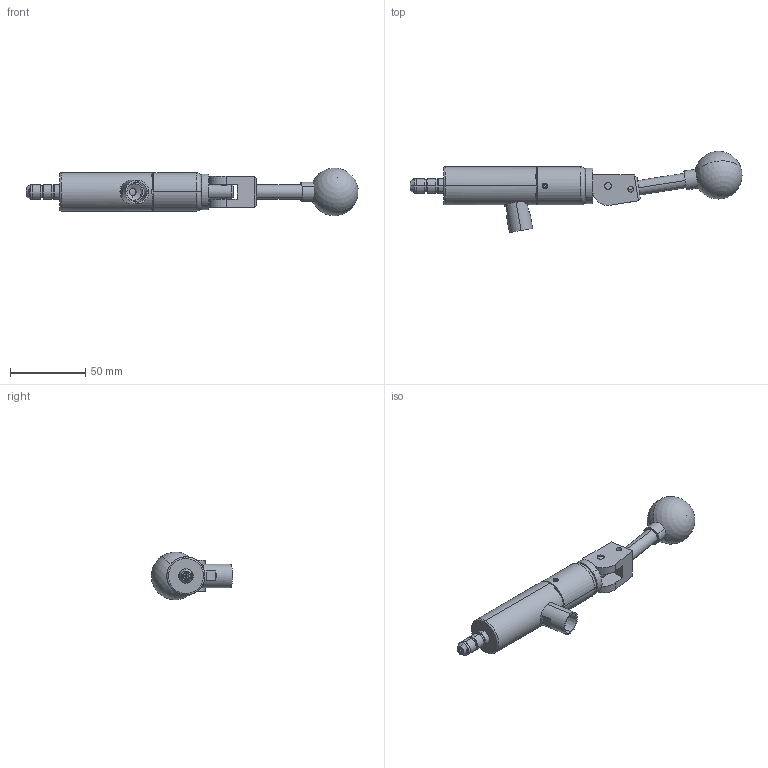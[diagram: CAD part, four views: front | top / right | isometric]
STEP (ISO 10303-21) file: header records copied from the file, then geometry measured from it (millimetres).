
FILE_DESCRIPTION (( 'STEP AP214' ), '1' );
FILE_NAME ('CTSC-003434.STEP', '2025-06-09T15:25:45', ( '' ), ( '' ), 'SwSTEP 2.0', 'SolidWorks 2023', '' );
FILE_SCHEMA (( 'AUTOMOTIVE_DESIGN' ));
Length unit declared in the file: inch
Products named in the file (1): CTSC-003434
Bounding box: 220.94 x 54.02 x 31.66 mm (x, y, z)
Volume: 81242.1 mm3; surface area: 24092.4 mm2
Topology: 10 solids, 10 shells, 284 faces, 659 edges, 413 vertices
Faces by surface type: cylinder 122, plane 98, cone 46, torus 13, bspline 3, sphere 2
Entity records: 12980 total; most frequent: CARTESIAN_POINT 2940, DIRECTION 1375, ORIENTED_EDGE 1304, EDGE_CURVE 652, AXIS2_PLACEMENT_3D 570, VERTEX_POINT 410, EDGE_LOOP 326, CIRCLE 288
